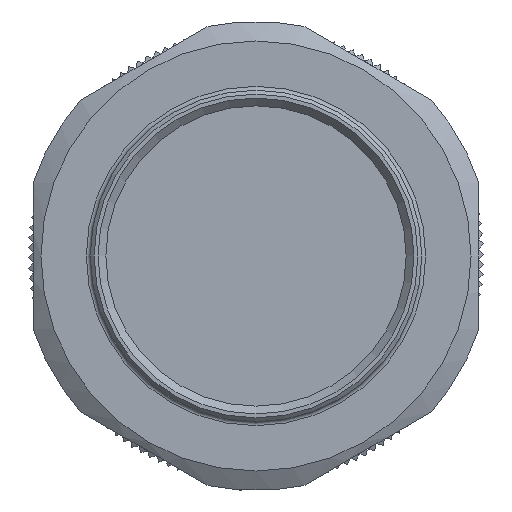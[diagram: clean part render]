
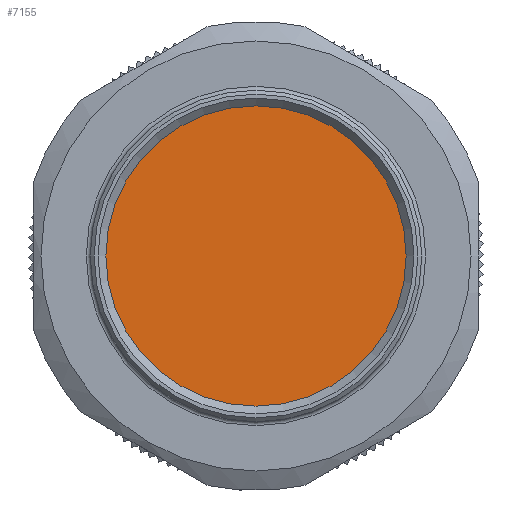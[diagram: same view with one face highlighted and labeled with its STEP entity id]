
A CAD part, front view. The second image highlights one B-rep face of the part: STEP entity #7155.
In plain terms, the highlighted planar face has unit normal (0, -1, 0).
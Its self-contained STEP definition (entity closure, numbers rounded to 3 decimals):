
#750=PLANE('',#7645);
#1047=FACE_OUTER_BOUND('',#1513,.T.);
#1513=EDGE_LOOP('',(#4513));
#1987=CIRCLE('',#7646,19.2);
#2805=VERTEX_POINT('',#9936);
#3431=EDGE_CURVE('',#2805,#2805,#1987,.T.);
#4513=ORIENTED_EDGE('',*,*,#3431,.F.);
#7155=ADVANCED_FACE('',(#1047),#750,.F.);
#7645=AXIS2_PLACEMENT_3D('',#9935,#8306,#8307);
#7646=AXIS2_PLACEMENT_3D('',#9937,#8308,#8309);
#8306=DIRECTION('center_axis',(0.,1.,0.));
#8307=DIRECTION('ref_axis',(0.,0.,1.));
#8308=DIRECTION('center_axis',(0.,1.,0.));
#8309=DIRECTION('ref_axis',(-1.,0.,0.));
#9935=CARTESIAN_POINT('Origin',(254.822,19.736,170.999));
#9936=CARTESIAN_POINT('',(274.022,19.736,170.999));
#9937=CARTESIAN_POINT('Origin',(254.822,19.736,170.999));
